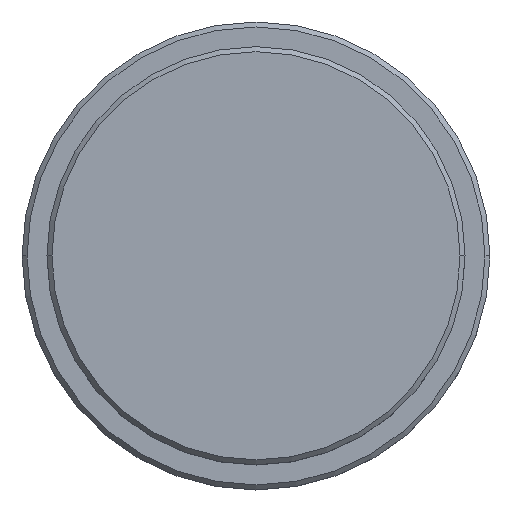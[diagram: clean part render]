
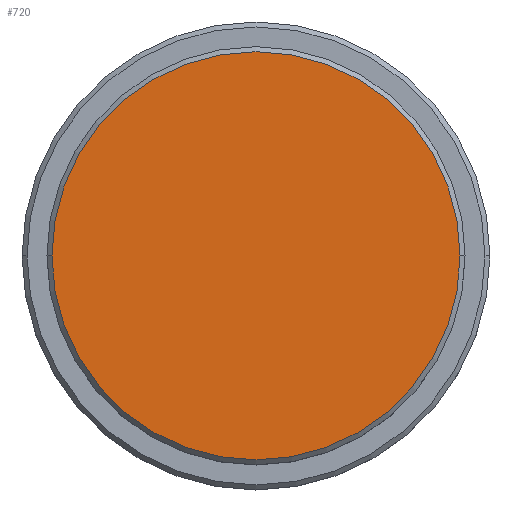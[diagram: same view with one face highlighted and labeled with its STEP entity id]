
A CAD part, top view. The second image highlights one B-rep face of the part: STEP entity #720.
In plain terms, the highlighted planar face has unit normal (0, 0, 1).
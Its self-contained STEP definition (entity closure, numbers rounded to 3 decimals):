
#10 = CARTESIAN_POINT ( 'NONE',  ( 20.5, 0., 0. ) ) ;
#63 = ORIENTED_EDGE ( 'NONE', *, *, #226, .T. ) ;
#149 = DIRECTION ( 'NONE',  ( 1., 0., 0. ) ) ;
#153 = DIRECTION ( 'NONE',  ( 0., 0., 1. ) ) ;
#185 = AXIS2_PLACEMENT_3D ( 'NONE', #986, #1321, #559 ) ;
#226 = EDGE_CURVE ( 'NONE', #1005, #1072, #969, .T. ) ;
#246 = CARTESIAN_POINT ( 'NONE',  ( 0., 0., 0. ) ) ;
#310 = CIRCLE ( 'NONE', #185, 20.5 ) ;
#376 = EDGE_CURVE ( 'NONE', #1072, #1005, #310, .T. ) ;
#509 = PLANE ( 'NONE',  #1095 ) ;
#559 = DIRECTION ( 'NONE',  ( 1., 0., 0. ) ) ;
#607 = DIRECTION ( 'NONE',  ( 0., 0., 1. ) ) ;
#697 = CARTESIAN_POINT ( 'NONE',  ( 0., 0., 0. ) ) ;
#720 = ADVANCED_FACE ( 'NONE', ( #1368 ), #509, .T. ) ;
#969 = CIRCLE ( 'NONE', #1221, 20.5 ) ;
#986 = CARTESIAN_POINT ( 'NONE',  ( 0., 0., 0. ) ) ;
#988 = CARTESIAN_POINT ( 'NONE',  ( -20.5, 0., 0. ) ) ;
#1005 = VERTEX_POINT ( 'NONE', #988 ) ;
#1072 = VERTEX_POINT ( 'NONE', #10 ) ;
#1095 = AXIS2_PLACEMENT_3D ( 'NONE', #697, #153, #149 ) ;
#1124 = DIRECTION ( 'NONE',  ( 1., 0., 0. ) ) ;
#1179 = EDGE_LOOP ( 'NONE', ( #63, #1224 ) ) ;
#1221 = AXIS2_PLACEMENT_3D ( 'NONE', #246, #607, #1124 ) ;
#1224 = ORIENTED_EDGE ( 'NONE', *, *, #376, .T. ) ;
#1321 = DIRECTION ( 'NONE',  ( 0., 0., 1. ) ) ;
#1368 = FACE_OUTER_BOUND ( 'NONE', #1179, .T. ) ;
